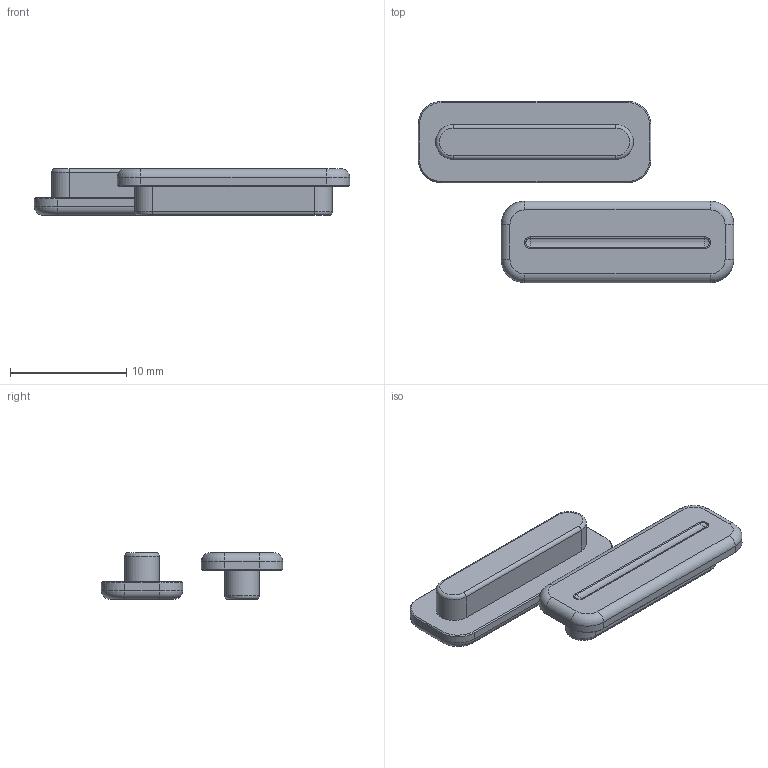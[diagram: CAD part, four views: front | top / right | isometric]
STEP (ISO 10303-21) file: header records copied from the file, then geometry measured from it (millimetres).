
FILE_DESCRIPTION(/* description */ (''),/* implementation_level */ '2;1');
FILE_NAME(/* name */ '23dd16fd-fa9a-4842-bc86-d2531a81d9f9.stp',/* time_stamp */ '2022-05-22T16:42:28Z',/* author */ (''),/* organization */ (''),/* preprocessor_version */ 'ST-DEVELOPER v19',/* originating_system */ 'Autodesk Translation Framework v11.7.0.108',/* authorisation */ '');
FILE_SCHEMA (('AUTOMOTIVE_DESIGN { 1 0 10303 214 3 1 1 }'));
Length unit declared in the file: millimetre
Products named in the file (1): SQUARE_ROUND_20mm_FEET
Bounding box: 27.14 x 15.6 x 4 mm (x, y, z)
Volume: 639.2 mm3; surface area: 837.2 mm2
Topology: 2 solids, 2 shells, 84 faces, 180 edges, 104 vertices
Faces by surface type: cylinder 30, plane 26, torus 16, cone 4, bspline 4, sphere 4
Entity records: 2495 total; most frequent: CARTESIAN_POINT 641, DIRECTION 398, ORIENTED_EDGE 360, EDGE_CURVE 180, AXIS2_PLACEMENT_3D 157, VERTEX_POINT 104, EDGE_LOOP 88, LINE 84
